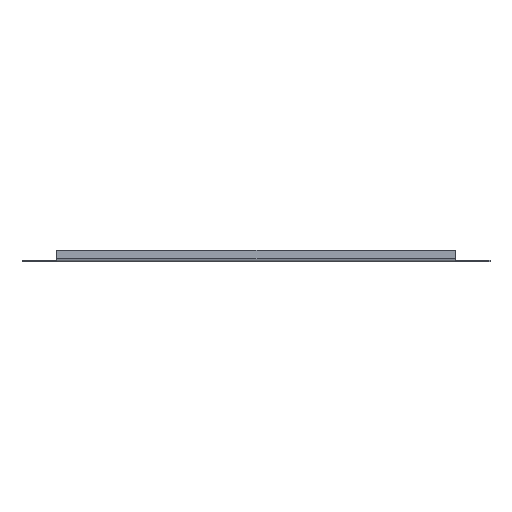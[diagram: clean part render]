
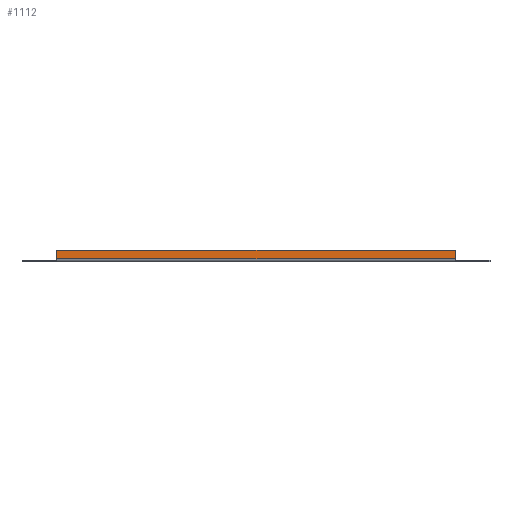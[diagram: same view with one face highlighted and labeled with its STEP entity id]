
A CAD part, front view. The second image highlights one B-rep face of the part: STEP entity #1112.
In plain terms, the highlighted planar face has unit normal (0, -1, 0).
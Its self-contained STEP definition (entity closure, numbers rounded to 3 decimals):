
#52 = EDGE_CURVE ( 'NONE', #938, #658, #507, .T. ) ;
#59 = ORIENTED_EDGE ( 'NONE', *, *, #923, .F. ) ;
#152 = DIRECTION ( 'NONE',  ( 0., 0., -1. ) ) ;
#168 = CARTESIAN_POINT ( 'NONE',  ( 23.5, -2., 7. ) ) ;
#180 = LINE ( 'NONE', #1181, #641 ) ;
#238 = LINE ( 'NONE', #398, #819 ) ;
#240 = PLANE ( 'NONE',  #511 ) ;
#321 = CARTESIAN_POINT ( 'NONE',  ( 23.5, -2., 7. ) ) ;
#330 = CARTESIAN_POINT ( 'NONE',  ( 0., -2., 0. ) ) ;
#358 = VERTEX_POINT ( 'NONE', #168 ) ;
#360 = DIRECTION ( 'NONE',  ( 1., 0., 0. ) ) ;
#398 = CARTESIAN_POINT ( 'NONE',  ( 23.5, -2., 1. ) ) ;
#410 = CARTESIAN_POINT ( 'NONE',  ( 293.5, -2., 0. ) ) ;
#417 = DIRECTION ( 'NONE',  ( 0., 0., -1. ) ) ;
#420 = LINE ( 'NONE', #321, #1070 ) ;
#422 = FACE_OUTER_BOUND ( 'NONE', #901, .T. ) ;
#457 = VERTEX_POINT ( 'NONE', #979 ) ;
#507 = LINE ( 'NONE', #410, #561 ) ;
#511 = AXIS2_PLACEMENT_3D ( 'NONE', #330, #974, #152 ) ;
#538 = CARTESIAN_POINT ( 'NONE',  ( 293.5, -2., 7. ) ) ;
#541 = ORIENTED_EDGE ( 'NONE', *, *, #742, .F. ) ;
#561 = VECTOR ( 'NONE', #417, 1000. ) ;
#641 = VECTOR ( 'NONE', #360, 1000. ) ;
#658 = VERTEX_POINT ( 'NONE', #983 ) ;
#742 = EDGE_CURVE ( 'NONE', #358, #938, #180, .T. ) ;
#819 = VECTOR ( 'NONE', #872, 1000. ) ;
#842 = ORIENTED_EDGE ( 'NONE', *, *, #895, .F. ) ;
#872 = DIRECTION ( 'NONE',  ( -1., 0., 0. ) ) ;
#895 = EDGE_CURVE ( 'NONE', #658, #457, #238, .T. ) ;
#901 = EDGE_LOOP ( 'NONE', ( #842, #1162, #541, #59 ) ) ;
#923 = EDGE_CURVE ( 'NONE', #457, #358, #420, .T. ) ;
#938 = VERTEX_POINT ( 'NONE', #538 ) ;
#974 = DIRECTION ( 'NONE',  ( 0., 1., 0. ) ) ;
#979 = CARTESIAN_POINT ( 'NONE',  ( 23.5, -2., 1. ) ) ;
#983 = CARTESIAN_POINT ( 'NONE',  ( 293.5, -2., 1. ) ) ;
#1054 = DIRECTION ( 'NONE',  ( 0., 0., 1. ) ) ;
#1070 = VECTOR ( 'NONE', #1054, 1000. ) ;
#1112 = ADVANCED_FACE ( 'NONE', ( #422 ), #240, .F. ) ;
#1162 = ORIENTED_EDGE ( 'NONE', *, *, #52, .F. ) ;
#1181 = CARTESIAN_POINT ( 'NONE',  ( 293.5, -2., 7. ) ) ;
